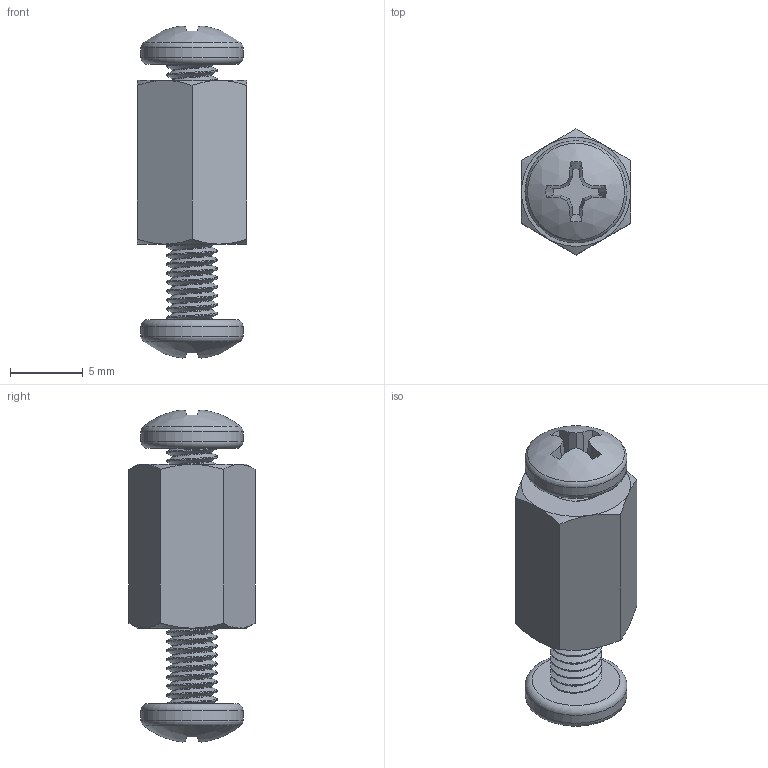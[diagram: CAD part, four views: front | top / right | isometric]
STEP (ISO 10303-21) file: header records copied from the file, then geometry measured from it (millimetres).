
FILE_DESCRIPTION(/* description */ (''),/* implementation_level */ '2;1');
FILE_NAME(/* name */ 'standoff assembly 2 v3.step',/* time_stamp */ '2022-07-22T23:52:50+03:00',/* author */ (''),/* organization */ (''),/* preprocessor_version */ 'ST-DEVELOPER v19.2',/* originating_system */ 'Autodesk Translation Framework v12.6.0.85',/* authorisation */ '');
FILE_SCHEMA (('AUTOMOTIVE_DESIGN { 1 0 10303 214 3 1 1 }'));
Length unit declared in the file: millimetre
Products named in the file (3): standoff assembly 2; 90012A230_Aluminum Coupling Nut; 96741A218_Brass Pan Head Phillips Screws
Assembly tree (3 placements, depth 2):
  standoff assembly 2
    90012A230_Aluminum Coupling Nut
    96741A218_Brass Pan Head Phillips Screws  x2
Bounding box: 7.52 x 8.69 x 22.89 mm (x, y, z)
Volume: 696.7 mm3; surface area: 1071.1 mm2
Topology: 3 solids, 3 shells, 155 faces, 419 edges, 274 vertices
Faces by surface type: cylinder 68, plane 46, cone 26, bspline 9, torus 4, sphere 2
Full cylindrical faces by diameter (mm): 2.72 x20, 3.52 x20, 3.762 x16, 7.04 x2
Entity records: 8261 total; most frequent: CARTESIAN_POINT 5943, ORIENTED_EDGE 530, DIRECTION 388, EDGE_CURVE 265, VERTEX_POINT 172, AXIS2_PLACEMENT_3D 155, EDGE_LOOP 103, FACE_OUTER_BOUND 99
